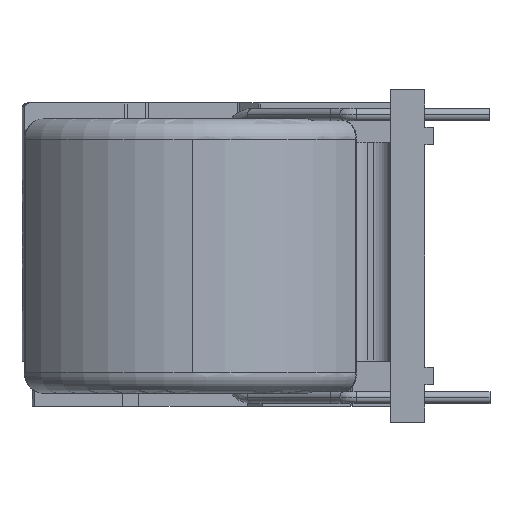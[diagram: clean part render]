
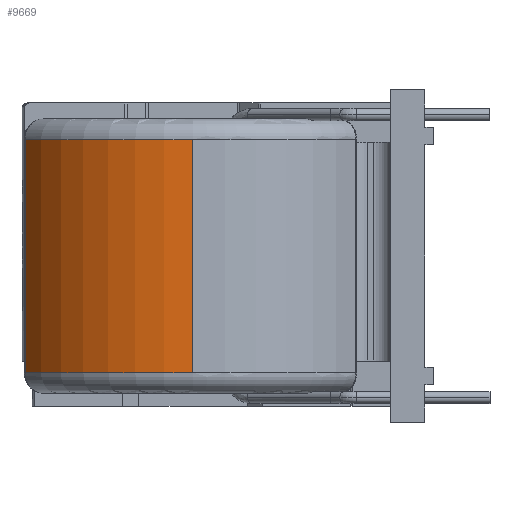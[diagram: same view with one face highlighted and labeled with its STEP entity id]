
A CAD part, left-side view. The second image highlights one B-rep face of the part: STEP entity #9669.
In plain terms, the highlighted cylindrical face has radius 11.25 mm (diameter 22.5 mm), a partial arc.
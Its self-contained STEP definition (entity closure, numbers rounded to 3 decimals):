
#296 = ORIENTED_EDGE ( 'NONE', *, *, #1797, .T. ) ;
#455 = EDGE_CURVE ( 'NONE', #11532, #11236, #4593, .T. ) ;
#641 = ORIENTED_EDGE ( 'NONE', *, *, #455, .T. ) ;
#815 = DIRECTION ( 'NONE',  ( 0., 0., 1. ) ) ;
#1597 = EDGE_CURVE ( 'NONE', #11532, #2260, #1643, .T. ) ;
#1626 = VECTOR ( 'NONE', #8138, 1000. ) ;
#1643 = LINE ( 'NONE', #8315, #4393 ) ;
#1797 = EDGE_CURVE ( 'NONE', #5068, #2260, #13565, .T. ) ;
#2260 = VERTEX_POINT ( 'NONE', #12703 ) ;
#2908 = CARTESIAN_POINT ( 'NONE',  ( -11.25, 0., 6.8 ) ) ;
#4393 = VECTOR ( 'NONE', #10933, 1000. ) ;
#4593 = CIRCLE ( 'NONE', #4714, 11.25 ) ;
#4714 = AXIS2_PLACEMENT_3D ( 'NONE', #14258, #15446, #6762 ) ;
#4835 = DIRECTION ( 'NONE',  ( 0., 0., -1. ) ) ;
#5068 = VERTEX_POINT ( 'NONE', #13801 ) ;
#6116 = ORIENTED_EDGE ( 'NONE', *, *, #1597, .F. ) ;
#6359 = AXIS2_PLACEMENT_3D ( 'NONE', #15804, #815, #13348 ) ;
#6762 = DIRECTION ( 'NONE',  ( 1., 0., 0. ) ) ;
#6938 = CARTESIAN_POINT ( 'NONE',  ( -5.567, 9.776, 8. ) ) ;
#7339 = DIRECTION ( 'NONE',  ( -1., 0., 0. ) ) ;
#7982 = EDGE_CURVE ( 'NONE', #11236, #5068, #14933, .T. ) ;
#8138 = DIRECTION ( 'NONE',  ( 0., 0., -1. ) ) ;
#8315 = CARTESIAN_POINT ( 'NONE',  ( -11.25, 0., 8. ) ) ;
#8390 = CARTESIAN_POINT ( 'NONE',  ( 0., 0., 8. ) ) ;
#9648 = CARTESIAN_POINT ( 'NONE',  ( -5.567, 9.776, 6.8 ) ) ;
#9669 = ADVANCED_FACE ( 'NONE', ( #9913 ), #12478, .T. ) ;
#9913 = FACE_OUTER_BOUND ( 'NONE', #15571, .T. ) ;
#10933 = DIRECTION ( 'NONE',  ( 0., 0., -1. ) ) ;
#10954 = ORIENTED_EDGE ( 'NONE', *, *, #7982, .T. ) ;
#11236 = VERTEX_POINT ( 'NONE', #9648 ) ;
#11532 = VERTEX_POINT ( 'NONE', #2908 ) ;
#12478 = CYLINDRICAL_SURFACE ( 'NONE', #16219, 11.25 ) ;
#12703 = CARTESIAN_POINT ( 'NONE',  ( -11.25, 0., -6.8 ) ) ;
#13348 = DIRECTION ( 'NONE',  ( 1., 0., 0. ) ) ;
#13565 = CIRCLE ( 'NONE', #6359, 11.25 ) ;
#13801 = CARTESIAN_POINT ( 'NONE',  ( -5.567, 9.776, -6.8 ) ) ;
#14258 = CARTESIAN_POINT ( 'NONE',  ( 0., 0., 6.8 ) ) ;
#14933 = LINE ( 'NONE', #6938, #1626 ) ;
#15446 = DIRECTION ( 'NONE',  ( 0., 0., -1. ) ) ;
#15571 = EDGE_LOOP ( 'NONE', ( #6116, #641, #10954, #296 ) ) ;
#15804 = CARTESIAN_POINT ( 'NONE',  ( 0., 0., -6.8 ) ) ;
#16219 = AXIS2_PLACEMENT_3D ( 'NONE', #8390, #4835, #7339 ) ;
